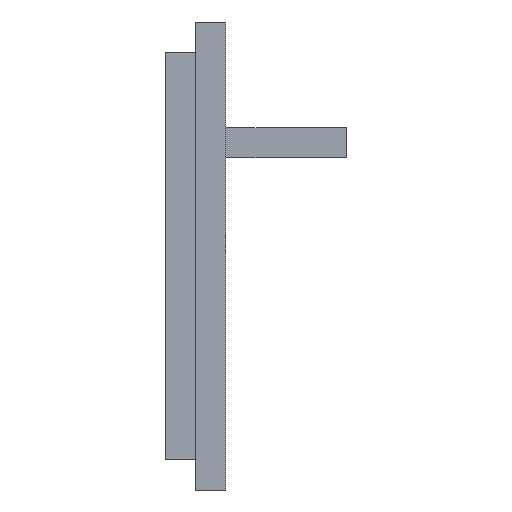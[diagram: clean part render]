
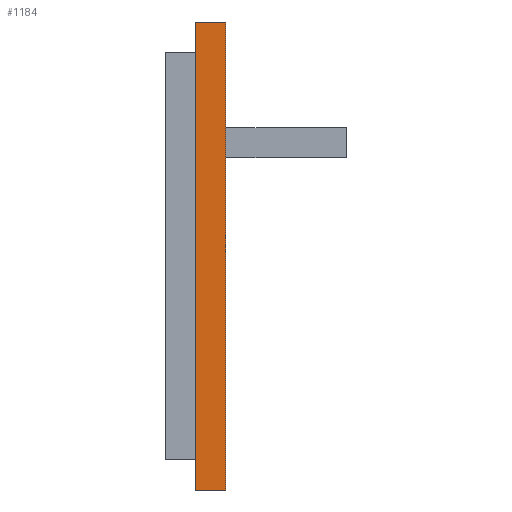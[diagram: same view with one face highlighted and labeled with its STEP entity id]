
A CAD part, front view. The second image highlights one B-rep face of the part: STEP entity #1184.
In plain terms, the highlighted face is planar.
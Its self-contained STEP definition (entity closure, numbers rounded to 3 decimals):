
#72 = CARTESIAN_POINT ( 'NONE',  ( -84., 0., 0. ) ) ;
#174 = ORIENTED_EDGE ( 'NONE', *, *, #1145, .T. ) ;
#207 = ORIENTED_EDGE ( 'NONE', *, *, #1655, .T. ) ;
#226 = DIRECTION ( 'NONE',  ( 0., 0., -1. ) ) ;
#243 = CARTESIAN_POINT ( 'NONE',  ( -84., 31., 0. ) ) ;
#387 = DIRECTION ( 'NONE',  ( 0., 0., 1. ) ) ;
#388 = VERTEX_POINT ( 'NONE', #1755 ) ;
#428 = VECTOR ( 'NONE', #1222, 1000. ) ;
#489 = B_SPLINE_CURVE_WITH_KNOTS ( 'NONE', 1,
 ( #504, #668 ),
 .UNSPECIFIED., .F., .F.,
 ( 2, 2 ),
 ( 0., 1. ),
 .UNSPECIFIED. ) ;
#504 = CARTESIAN_POINT ( 'NONE',  ( -84., 0., 0. ) ) ;
#593 = CARTESIAN_POINT ( 'NONE',  ( -84., 31., -2. ) ) ;
#613 = AXIS2_PLACEMENT_3D ( 'NONE', #1168, #1013, #387 ) ;
#668 = CARTESIAN_POINT ( 'NONE',  ( -84., 31., 0. ) ) ;
#679 = LINE ( 'NONE', #593, #428 ) ;
#730 = VECTOR ( 'NONE', #1232, 1000. ) ;
#854 = PLANE ( 'NONE',  #613 ) ;
#884 = ORIENTED_EDGE ( 'NONE', *, *, #1731, .T. ) ;
#1013 = DIRECTION ( 'NONE',  ( -1., 0., 0. ) ) ;
#1046 = ORIENTED_EDGE ( 'NONE', *, *, #1985, .T. ) ;
#1118 = VERTEX_POINT ( 'NONE', #1666 ) ;
#1140 = VERTEX_POINT ( 'NONE', #72 ) ;
#1145 = EDGE_CURVE ( 'NONE', #388, #1118, #1203, .T. ) ;
#1168 = CARTESIAN_POINT ( 'NONE',  ( -84., 31., 0. ) ) ;
#1184 = ADVANCED_FACE ( 'NONE', ( #1489 ), #854, .T. ) ;
#1203 = LINE ( 'NONE', #243, #1259 ) ;
#1222 = DIRECTION ( 'NONE',  ( 0., -1., 0. ) ) ;
#1225 = CARTESIAN_POINT ( 'NONE',  ( -84., 0., 0. ) ) ;
#1232 = DIRECTION ( 'NONE',  ( 0., 0., 1. ) ) ;
#1259 = VECTOR ( 'NONE', #226, 1000. ) ;
#1368 = EDGE_LOOP ( 'NONE', ( #1046, #174, #207, #884 ) ) ;
#1471 = VERTEX_POINT ( 'NONE', #1583 ) ;
#1489 = FACE_OUTER_BOUND ( 'NONE', #1368, .T. ) ;
#1525 = LINE ( 'NONE', #1225, #730 ) ;
#1583 = CARTESIAN_POINT ( 'NONE',  ( -84., 0., -2. ) ) ;
#1655 = EDGE_CURVE ( 'NONE', #1118, #1471, #679, .T. ) ;
#1666 = CARTESIAN_POINT ( 'NONE',  ( -84., 31., -2. ) ) ;
#1731 = EDGE_CURVE ( 'NONE', #1471, #1140, #1525, .T. ) ;
#1755 = CARTESIAN_POINT ( 'NONE',  ( -84., 31., 0. ) ) ;
#1985 = EDGE_CURVE ( 'NONE', #1140, #388, #489, .T. ) ;
